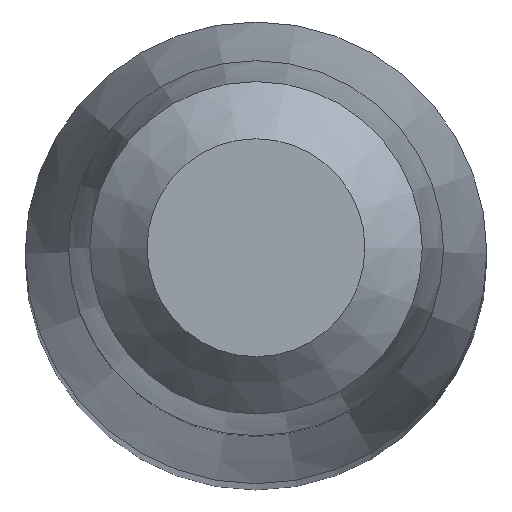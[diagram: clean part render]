
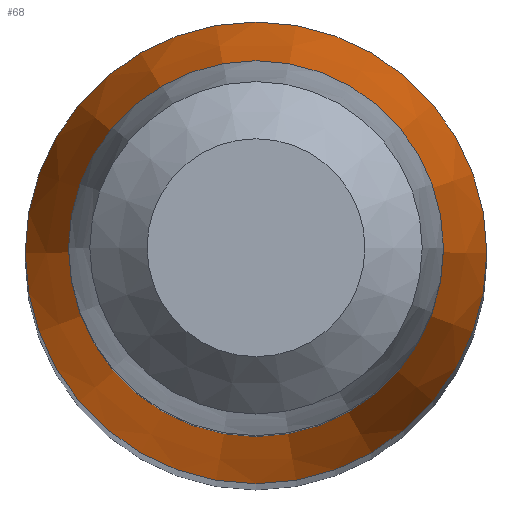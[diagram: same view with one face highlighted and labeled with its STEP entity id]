
A CAD part, top view. The second image highlights one B-rep face of the part: STEP entity #68.
In plain terms, the highlighted conical face has half-angle 10 degrees and reference radius 2.091 mm.
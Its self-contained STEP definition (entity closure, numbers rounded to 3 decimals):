
#68=ADVANCED_FACE('',(#96,#97),#90,.T.);
#90=CONICAL_SURFACE('',#689,2.091,10.);
#96=FACE_BOUND('',#120,.T.);
#97=FACE_BOUND('',#121,.T.);
#120=EDGE_LOOP('',(#154));
#121=EDGE_LOOP('',(#155));
#154=ORIENTED_EDGE('',*,*,#254,.T.);
#155=ORIENTED_EDGE('',*,*,#255,.F.);
#226=VERTEX_POINT('',#927);
#227=VERTEX_POINT('',#929);
#254=EDGE_CURVE('',#226,#226,#290,.T.);
#255=EDGE_CURVE('',#227,#227,#291,.T.);
#290=CIRCLE('',#687,0.972);
#291=CIRCLE('',#688,1.791);
#687=AXIS2_PLACEMENT_3D('',#926,#777,#778);
#688=AXIS2_PLACEMENT_3D('',#928,#779,#780);
#689=AXIS2_PLACEMENT_3D('',#930,#781,#782);
#777=DIRECTION('',(0.,0.,-1.));
#778=DIRECTION('',(-1.,0.,0.));
#779=DIRECTION('',(0.,0.,-1.));
#780=DIRECTION('',(-1.,0.,0.));
#781=DIRECTION('',(0.,0.,-1.));
#782=DIRECTION('',(-1.,0.,0.));
#926=CARTESIAN_POINT('',(0.,0.,37.931));
#927=CARTESIAN_POINT('',(-0.972,0.,37.931));
#928=CARTESIAN_POINT('',(0.,0.,33.291));
#929=CARTESIAN_POINT('',(-1.791,0.,33.291));
#930=CARTESIAN_POINT('',(0.,0.,31.589));
